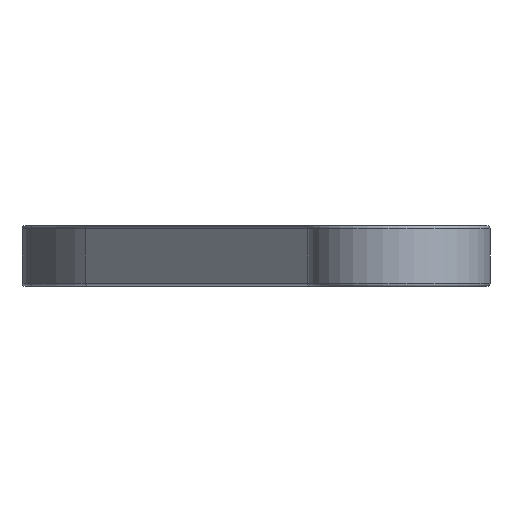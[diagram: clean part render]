
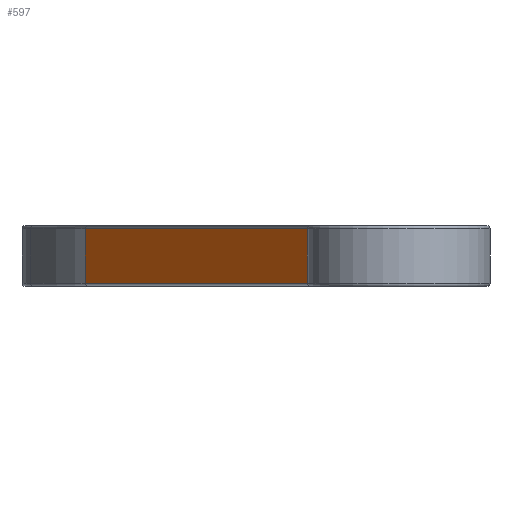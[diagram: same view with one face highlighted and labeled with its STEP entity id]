
A CAD part, front view. The second image highlights one B-rep face of the part: STEP entity #597.
In plain terms, the highlighted planar face has unit normal (-0.996, -0.095, 0).
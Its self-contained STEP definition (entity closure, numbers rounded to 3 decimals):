
#87 = CARTESIAN_POINT ( 'NONE',  ( 19.575, 1.865, -3. ) ) ;
#105 = ORIENTED_EDGE ( 'NONE', *, *, #1096, .T. ) ;
#169 = CARTESIAN_POINT ( 'NONE',  ( 19.575, 1.865, -2.85 ) ) ;
#194 = VECTOR ( 'NONE', #1516, 1000. ) ;
#209 = CARTESIAN_POINT ( 'NONE',  ( 10.914, 92.787, -0.15 ) ) ;
#260 = VERTEX_POINT ( 'NONE', #484 ) ;
#310 = DIRECTION ( 'NONE',  ( 0.995, 0.095, 0. ) ) ;
#312 = VECTOR ( 'NONE', #1435, 1000. ) ;
#336 = FACE_OUTER_BOUND ( 'NONE', #360, .T. ) ;
#360 = EDGE_LOOP ( 'NONE', ( #105, #378, #1207, #468 ) ) ;
#378 = ORIENTED_EDGE ( 'NONE', *, *, #1114, .T. ) ;
#386 = CARTESIAN_POINT ( 'NONE',  ( 10.914, 92.787, 0. ) ) ;
#468 = ORIENTED_EDGE ( 'NONE', *, *, #1290, .T. ) ;
#484 = CARTESIAN_POINT ( 'NONE',  ( 10.914, 92.787, -2.85 ) ) ;
#528 = LINE ( 'NONE', #1034, #194 ) ;
#581 = DIRECTION ( 'NONE',  ( -0.095, 0.995, 0. ) ) ;
#597 = ADVANCED_FACE ( 'NONE', ( #336 ), #1303, .F. ) ;
#712 = DIRECTION ( 'NONE',  ( 0.095, -0.995, 0. ) ) ;
#730 = LINE ( 'NONE', #386, #1344 ) ;
#737 = VERTEX_POINT ( 'NONE', #209 ) ;
#758 = DIRECTION ( 'NONE',  ( 0., 0., 1. ) ) ;
#1034 = CARTESIAN_POINT ( 'NONE',  ( -0.926, 217.072, -3. ) ) ;
#1096 = EDGE_CURVE ( 'NONE', #1302, #1521, #528, .T. ) ;
#1114 = EDGE_CURVE ( 'NONE', #1521, #260, #1532, .T. ) ;
#1137 = CARTESIAN_POINT ( 'NONE',  ( -0.926, 217.072, -2.85 ) ) ;
#1207 = ORIENTED_EDGE ( 'NONE', *, *, #1413, .T. ) ;
#1279 = AXIS2_PLACEMENT_3D ( 'NONE', #87, #310, #581 ) ;
#1290 = EDGE_CURVE ( 'NONE', #737, #1302, #1565, .T. ) ;
#1302 = VERTEX_POINT ( 'NONE', #1328 ) ;
#1303 = PLANE ( 'NONE',  #1279 ) ;
#1328 = CARTESIAN_POINT ( 'NONE',  ( -0.926, 217.072, -0.15 ) ) ;
#1336 = CARTESIAN_POINT ( 'NONE',  ( -0.926, 217.072, -0.15 ) ) ;
#1344 = VECTOR ( 'NONE', #758, 1000. ) ;
#1413 = EDGE_CURVE ( 'NONE', #260, #737, #730, .T. ) ;
#1435 = DIRECTION ( 'NONE',  ( -0.095, 0.995, 0. ) ) ;
#1477 = VECTOR ( 'NONE', #712, 1000. ) ;
#1516 = DIRECTION ( 'NONE',  ( 0., 0., -1. ) ) ;
#1521 = VERTEX_POINT ( 'NONE', #1137 ) ;
#1532 = LINE ( 'NONE', #169, #1477 ) ;
#1565 = LINE ( 'NONE', #1336, #312 ) ;
